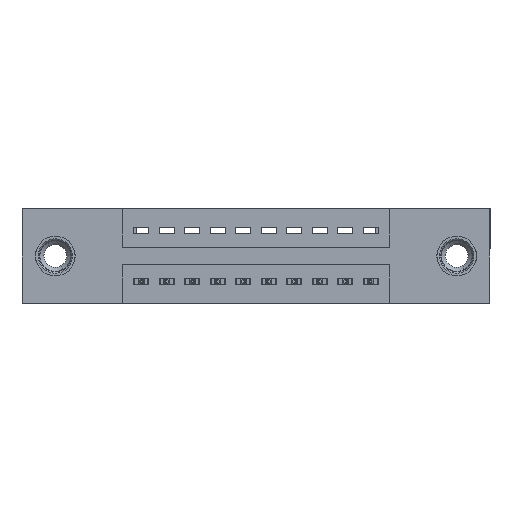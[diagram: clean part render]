
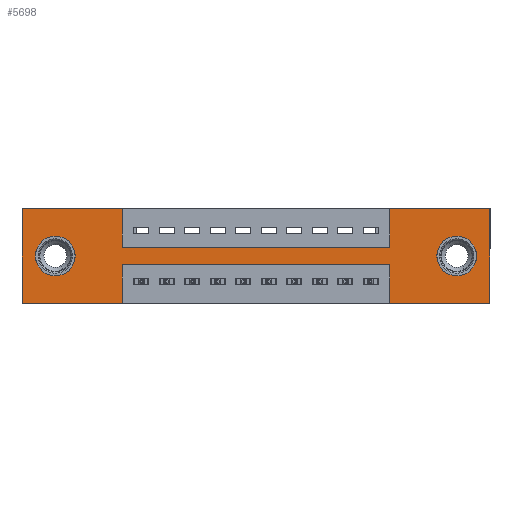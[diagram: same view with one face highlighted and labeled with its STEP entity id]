
A CAD part, front view. The second image highlights one B-rep face of the part: STEP entity #5698.
In plain terms, the highlighted planar face has unit normal (0, -1, 0).
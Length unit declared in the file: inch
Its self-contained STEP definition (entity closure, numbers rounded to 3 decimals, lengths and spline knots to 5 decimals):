
#75 = CARTESIAN_POINT ( 'NONE',  ( 0.3925, 0., -0.37 ) ) ;
#369 = FACE_OUTER_BOUND ( 'NONE', #8232, .T. ) ;
#390 = EDGE_CURVE ( 'NONE', #16470, #13374, #8199, .T. ) ;
#395 = DIRECTION ( 'NONE',  ( 0., 0., -1. ) ) ;
#559 = VERTEX_POINT ( 'NONE', #2075 ) ;
#967 = DIRECTION ( 'NONE',  ( 0., 0., -1. ) ) ;
#1039 = DIRECTION ( 'NONE',  ( 0., 0., 1. ) ) ;
#1072 = DIRECTION ( 'NONE',  ( 1., 0., 0. ) ) ;
#1083 = CARTESIAN_POINT ( 'NONE',  ( 0., 0., 0. ) ) ;
#1479 = VERTEX_POINT ( 'NONE', #2338 ) ;
#1480 = CARTESIAN_POINT ( 'NONE',  ( 0.13, 0., -0.185 ) ) ;
#1498 = EDGE_CURVE ( 'NONE', #10845, #11446, #2160, .T. ) ;
#1591 = CIRCLE ( 'NONE', #5122, 0.078 ) ;
#1717 = ORIENTED_EDGE ( 'NONE', *, *, #13005, .F. ) ;
#2053 = ORIENTED_EDGE ( 'NONE', *, *, #13917, .F. ) ;
#2068 = VECTOR ( 'NONE', #3702, 39.37008 ) ;
#2075 = CARTESIAN_POINT ( 'NONE',  ( 1.705, 0., -0.107 ) ) ;
#2160 = LINE ( 'NONE', #1083, #7779 ) ;
#2188 = VECTOR ( 'NONE', #3866, 39.37008 ) ;
#2338 = CARTESIAN_POINT ( 'NONE',  ( 0., 0., -0.37 ) ) ;
#2347 = DIRECTION ( 'NONE',  ( 1., 0., 0. ) ) ;
#2352 = VECTOR ( 'NONE', #15321, 39.37008 ) ;
#2412 = DIRECTION ( 'NONE',  ( 0., -1., 0. ) ) ;
#2434 = CARTESIAN_POINT ( 'NONE',  ( 0., 0., -0.37 ) ) ;
#2476 = CARTESIAN_POINT ( 'NONE',  ( 1.705, 0., -0.185 ) ) ;
#2478 = LINE ( 'NONE', #2434, #2068 ) ;
#2586 = CARTESIAN_POINT ( 'NONE',  ( 0.3925, 0., 0. ) ) ;
#2732 = EDGE_CURVE ( 'NONE', #12693, #10160, #10949, .T. ) ;
#2939 = LINE ( 'NONE', #75, #14221 ) ;
#2956 = CARTESIAN_POINT ( 'NONE',  ( 1.835, 0., 0. ) ) ;
#3171 = LINE ( 'NONE', #16681, #2188 ) ;
#3372 = CARTESIAN_POINT ( 'NONE',  ( 0., 0., 0. ) ) ;
#3374 = VECTOR ( 'NONE', #395, 39.37008 ) ;
#3480 = DIRECTION ( 'NONE',  ( 0., 0., 1. ) ) ;
#3516 = CARTESIAN_POINT ( 'NONE',  ( 1.4425, 0., -0.22 ) ) ;
#3550 = DIRECTION ( 'NONE',  ( 0., 0., 1. ) ) ;
#3657 = EDGE_CURVE ( 'NONE', #15534, #3838, #2478, .T. ) ;
#3702 = DIRECTION ( 'NONE',  ( -1., 0., 0. ) ) ;
#3777 = EDGE_LOOP ( 'NONE', ( #7406, #15554 ) ) ;
#3802 = FACE_BOUND ( 'NONE', #8642, .T. ) ;
#3838 = VERTEX_POINT ( 'NONE', #12053 ) ;
#3866 = DIRECTION ( 'NONE',  ( 0., 0., 1. ) ) ;
#4055 = ORIENTED_EDGE ( 'NONE', *, *, #2732, .F. ) ;
#4479 = EDGE_CURVE ( 'NONE', #13374, #16470, #9088, .T. ) ;
#4595 = ORIENTED_EDGE ( 'NONE', *, *, #12957, .F. ) ;
#4919 = CARTESIAN_POINT ( 'NONE',  ( 0.3925, 0., 0. ) ) ;
#5051 = EDGE_CURVE ( 'NONE', #13442, #559, #1591, .T. ) ;
#5122 = AXIS2_PLACEMENT_3D ( 'NONE', #11202, #13752, #967 ) ;
#5313 = DIRECTION ( 'NONE',  ( -1., 0., 0. ) ) ;
#5544 = VERTEX_POINT ( 'NONE', #14094 ) ;
#5632 = CARTESIAN_POINT ( 'NONE',  ( 1.835, 0., 0. ) ) ;
#5698 = ADVANCED_FACE ( 'NONE', ( #6619, #3802, #369 ), #12642, .T. ) ;
#5757 = LINE ( 'NONE', #2586, #2352 ) ;
#5902 = DIRECTION ( 'NONE',  ( -1., 0., 0. ) ) ;
#6134 = VECTOR ( 'NONE', #1072, 39.37008 ) ;
#6277 = CARTESIAN_POINT ( 'NONE',  ( 0.3925, 0., -0.37 ) ) ;
#6578 = CIRCLE ( 'NONE', #9858, 0.078 ) ;
#6618 = CARTESIAN_POINT ( 'NONE',  ( 1.4425, 0., 0. ) ) ;
#6619 = FACE_BOUND ( 'NONE', #3777, .T. ) ;
#6676 = EDGE_CURVE ( 'NONE', #11446, #15534, #6782, .T. ) ;
#6782 = LINE ( 'NONE', #5632, #3374 ) ;
#7143 = CARTESIAN_POINT ( 'NONE',  ( 0.3925, 0., -0.15 ) ) ;
#7298 = CARTESIAN_POINT ( 'NONE',  ( 0.13, 0., -0.263 ) ) ;
#7395 = VECTOR ( 'NONE', #3480, 39.37008 ) ;
#7406 = ORIENTED_EDGE ( 'NONE', *, *, #12936, .T. ) ;
#7556 = CARTESIAN_POINT ( 'NONE',  ( 0.3925, 0., -0.15 ) ) ;
#7633 = VECTOR ( 'NONE', #1039, 39.37008 ) ;
#7779 = VECTOR ( 'NONE', #11183, 39.37008 ) ;
#7827 = LINE ( 'NONE', #8549, #12442 ) ;
#7884 = CARTESIAN_POINT ( 'NONE',  ( 0.13, 0., -0.107 ) ) ;
#7886 = EDGE_CURVE ( 'NONE', #5544, #8245, #2939, .T. ) ;
#8091 = DIRECTION ( 'NONE',  ( 0., 1., 0. ) ) ;
#8199 = CIRCLE ( 'NONE', #15408, 0.078 ) ;
#8229 = LINE ( 'NONE', #13978, #9039 ) ;
#8232 = EDGE_LOOP ( 'NONE', ( #9626, #2053, #13486, #8441, #10754, #15804, #1717, #4055, #4595, #14499, #8838, #14307 ) ) ;
#8245 = VERTEX_POINT ( 'NONE', #6277 ) ;
#8441 = ORIENTED_EDGE ( 'NONE', *, *, #3657, .F. ) ;
#8512 = CARTESIAN_POINT ( 'NONE',  ( 0., 0., 0. ) ) ;
#8549 = CARTESIAN_POINT ( 'NONE',  ( 0., 0., -0.37 ) ) ;
#8642 = EDGE_LOOP ( 'NONE', ( #16084, #11724 ) ) ;
#8779 = DIRECTION ( 'NONE',  ( 0., 1., 0. ) ) ;
#8838 = ORIENTED_EDGE ( 'NONE', *, *, #12760, .F. ) ;
#8847 = LINE ( 'NONE', #15098, #7633 ) ;
#8987 = LINE ( 'NONE', #10497, #15013 ) ;
#9039 = VECTOR ( 'NONE', #2347, 39.37008 ) ;
#9088 = CIRCLE ( 'NONE', #14800, 0.078 ) ;
#9387 = LINE ( 'NONE', #3372, #7395 ) ;
#9535 = VERTEX_POINT ( 'NONE', #3516 ) ;
#9626 = ORIENTED_EDGE ( 'NONE', *, *, #7886, .F. ) ;
#9858 = AXIS2_PLACEMENT_3D ( 'NONE', #2476, #8779, #11474 ) ;
#10160 = VERTEX_POINT ( 'NONE', #16323 ) ;
#10497 = CARTESIAN_POINT ( 'NONE',  ( 0.3925, 0., -0.22 ) ) ;
#10754 = ORIENTED_EDGE ( 'NONE', *, *, #6676, .F. ) ;
#10845 = VERTEX_POINT ( 'NONE', #6618 ) ;
#10949 = LINE ( 'NONE', #7556, #6134 ) ;
#11183 = DIRECTION ( 'NONE',  ( 1., 0., 0. ) ) ;
#11202 = CARTESIAN_POINT ( 'NONE',  ( 1.705, 0., -0.185 ) ) ;
#11235 = CARTESIAN_POINT ( 'NONE',  ( 1.835, 0., -0.37 ) ) ;
#11405 = DIRECTION ( 'NONE',  ( 0., 0., -1. ) ) ;
#11446 = VERTEX_POINT ( 'NONE', #2956 ) ;
#11474 = DIRECTION ( 'NONE',  ( 0., 0., -1. ) ) ;
#11673 = EDGE_CURVE ( 'NONE', #3838, #9535, #8847, .T. ) ;
#11724 = ORIENTED_EDGE ( 'NONE', *, *, #4479, .T. ) ;
#12053 = CARTESIAN_POINT ( 'NONE',  ( 1.4425, 0., -0.37 ) ) ;
#12442 = VECTOR ( 'NONE', #5902, 39.37008 ) ;
#12642 = PLANE ( 'NONE',  #15454 ) ;
#12693 = VERTEX_POINT ( 'NONE', #7143 ) ;
#12760 = EDGE_CURVE ( 'NONE', #1479, #14458, #9387, .T. ) ;
#12936 = EDGE_CURVE ( 'NONE', #559, #13442, #6578, .T. ) ;
#12957 = EDGE_CURVE ( 'NONE', #15134, #12693, #5757, .T. ) ;
#13005 = EDGE_CURVE ( 'NONE', #10160, #10845, #3171, .T. ) ;
#13148 = DIRECTION ( 'NONE',  ( 0., 0., 1. ) ) ;
#13374 = VERTEX_POINT ( 'NONE', #7298 ) ;
#13442 = VERTEX_POINT ( 'NONE', #16436 ) ;
#13486 = ORIENTED_EDGE ( 'NONE', *, *, #11673, .F. ) ;
#13576 = DIRECTION ( 'NONE',  ( 0., 1., 0. ) ) ;
#13729 = CARTESIAN_POINT ( 'NONE',  ( 0., 0., -0.37 ) ) ;
#13752 = DIRECTION ( 'NONE',  ( 0., 1., 0. ) ) ;
#13917 = EDGE_CURVE ( 'NONE', #9535, #5544, #8987, .T. ) ;
#13978 = CARTESIAN_POINT ( 'NONE',  ( 0., 0., 0. ) ) ;
#14094 = CARTESIAN_POINT ( 'NONE',  ( 0.3925, 0., -0.22 ) ) ;
#14221 = VECTOR ( 'NONE', #15528, 39.37008 ) ;
#14307 = ORIENTED_EDGE ( 'NONE', *, *, #15040, .F. ) ;
#14458 = VERTEX_POINT ( 'NONE', #8512 ) ;
#14499 = ORIENTED_EDGE ( 'NONE', *, *, #15624, .F. ) ;
#14800 = AXIS2_PLACEMENT_3D ( 'NONE', #1480, #8091, #13148 ) ;
#15013 = VECTOR ( 'NONE', #5313, 39.37008 ) ;
#15040 = EDGE_CURVE ( 'NONE', #8245, #1479, #7827, .T. ) ;
#15098 = CARTESIAN_POINT ( 'NONE',  ( 1.4425, 0., -0.37 ) ) ;
#15134 = VERTEX_POINT ( 'NONE', #4919 ) ;
#15321 = DIRECTION ( 'NONE',  ( 0., 0., -1. ) ) ;
#15408 = AXIS2_PLACEMENT_3D ( 'NONE', #16130, #13576, #3550 ) ;
#15454 = AXIS2_PLACEMENT_3D ( 'NONE', #13729, #2412, #11405 ) ;
#15528 = DIRECTION ( 'NONE',  ( 0., 0., -1. ) ) ;
#15534 = VERTEX_POINT ( 'NONE', #11235 ) ;
#15554 = ORIENTED_EDGE ( 'NONE', *, *, #5051, .T. ) ;
#15624 = EDGE_CURVE ( 'NONE', #14458, #15134, #8229, .T. ) ;
#15804 = ORIENTED_EDGE ( 'NONE', *, *, #1498, .F. ) ;
#16084 = ORIENTED_EDGE ( 'NONE', *, *, #390, .T. ) ;
#16130 = CARTESIAN_POINT ( 'NONE',  ( 0.13, 0., -0.185 ) ) ;
#16323 = CARTESIAN_POINT ( 'NONE',  ( 1.4425, 0., -0.15 ) ) ;
#16436 = CARTESIAN_POINT ( 'NONE',  ( 1.705, 0., -0.263 ) ) ;
#16470 = VERTEX_POINT ( 'NONE', #7884 ) ;
#16681 = CARTESIAN_POINT ( 'NONE',  ( 1.4425, 0., 0. ) ) ;
